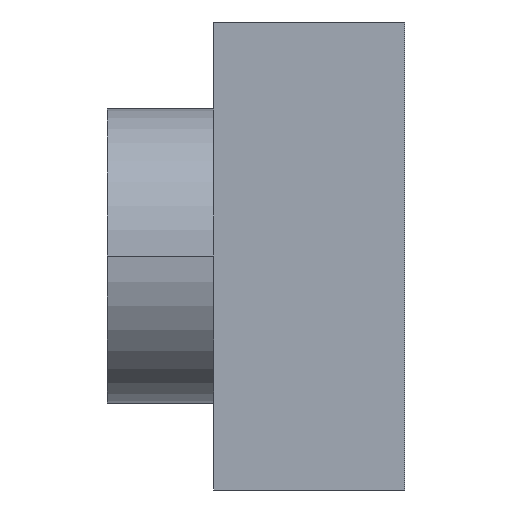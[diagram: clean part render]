
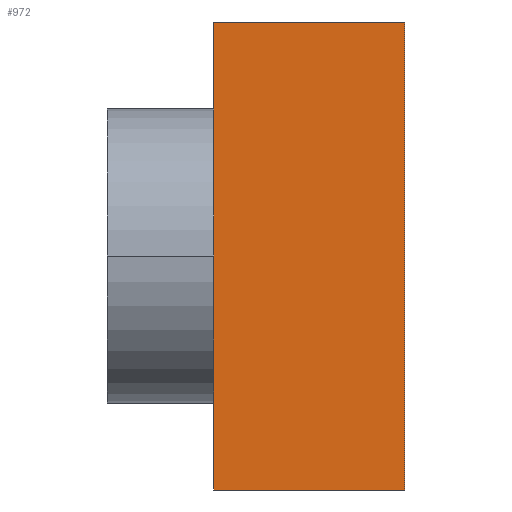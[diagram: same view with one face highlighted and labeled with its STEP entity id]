
A CAD part, left-side view. The second image highlights one B-rep face of the part: STEP entity #972.
In plain terms, the highlighted planar face has unit normal (-1, 0, 0).
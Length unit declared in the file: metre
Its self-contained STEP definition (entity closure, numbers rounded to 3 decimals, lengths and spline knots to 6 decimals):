
#1=DIRECTION('',(0.,0.,-1.));
#2=VECTOR('',#1,0.0078);
#3=CARTESIAN_POINT('',(0.,0.,0.));
#4=LINE('',#3,#2);
#5=DIRECTION('',(0.,1.,0.));
#6=VECTOR('',#5,0.003184);
#7=CARTESIAN_POINT('',(0.,0.,-0.0078));
#8=LINE('',#7,#6);
#9=DIRECTION('',(0.,0.,1.));
#10=VECTOR('',#9,0.0078);
#11=CARTESIAN_POINT('',(0.,0.003184,-0.0078));
#12=LINE('',#11,#10);
#13=DIRECTION('',(0.,-1.,0.));
#14=VECTOR('',#13,0.003184);
#15=CARTESIAN_POINT('',(0.,0.003184,0.));
#16=LINE('',#15,#14);
#741=CARTESIAN_POINT('',(0.,0.,0.));
#742=CARTESIAN_POINT('',(0.,0.,-0.0078));
#743=VERTEX_POINT('',#741);
#744=VERTEX_POINT('',#742);
#745=CARTESIAN_POINT('',(0.,0.003184,-0.0078));
#746=VERTEX_POINT('',#745);
#747=CARTESIAN_POINT('',(0.,0.003184,0.));
#748=VERTEX_POINT('',#747);
#957=CARTESIAN_POINT('',(0.,0.,0.));
#958=DIRECTION('',(1.,0.,0.));
#959=DIRECTION('',(0.,0.,-1.));
#960=AXIS2_PLACEMENT_3D('',#957,#958,#959);
#961=PLANE('',#960);
#963=ORIENTED_EDGE('',*,*,#962,.T.);
#965=ORIENTED_EDGE('',*,*,#964,.T.);
#967=ORIENTED_EDGE('',*,*,#966,.T.);
#969=ORIENTED_EDGE('',*,*,#968,.T.);
#970=EDGE_LOOP('',(#963,#965,#967,#969));
#971=FACE_OUTER_BOUND('',#970,.F.);
#972=ADVANCED_FACE('',(#971),#961,.F.);
#962=EDGE_CURVE('',#743,#744,#4,.T.);
#964=EDGE_CURVE('',#744,#746,#8,.T.);
#966=EDGE_CURVE('',#746,#748,#12,.T.);
#968=EDGE_CURVE('',#748,#743,#16,.T.);
